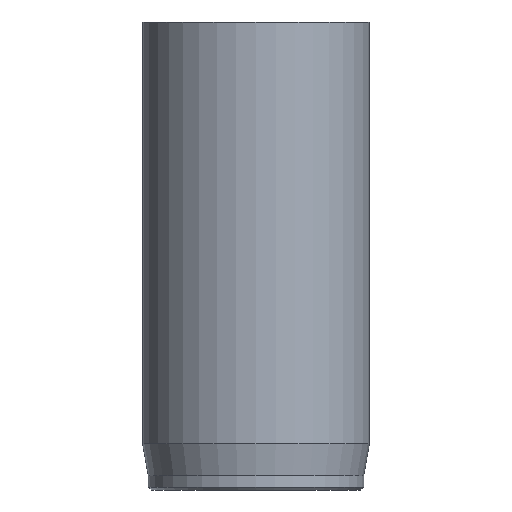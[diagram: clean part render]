
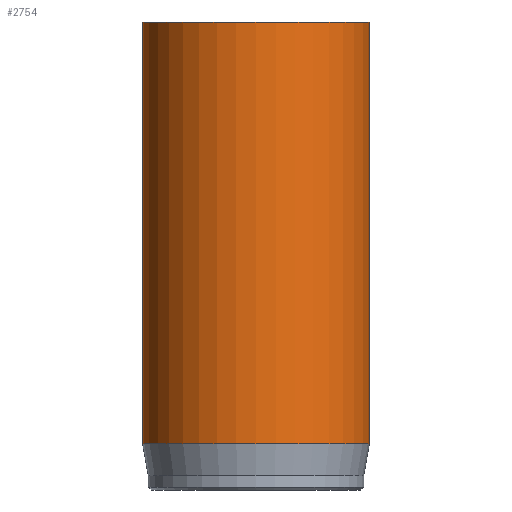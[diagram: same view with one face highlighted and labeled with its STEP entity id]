
A CAD part, front view. The second image highlights one B-rep face of the part: STEP entity #2754.
In plain terms, the highlighted cylindrical face has radius 8 mm (diameter 16 mm), a full revolution.
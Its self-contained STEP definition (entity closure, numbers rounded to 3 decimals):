
#43=CYLINDRICAL_SURFACE('',#2926,8.);
#61=CIRCLE('',#2924,8.);
#62=CIRCLE('',#2925,8.);
#63=CIRCLE('',#2927,8.);
#431=FACE_OUTER_BOUND('',#586,.T.);
#586=EDGE_LOOP('',(#2222,#2223,#2224,#2225,#2226));
#790=LINE('',#4677,#1007);
#1007=VECTOR('',#3240,8.);
#1261=VERTEX_POINT('',#4669);
#1262=VERTEX_POINT('',#4670);
#1263=VERTEX_POINT('',#4675);
#1623=EDGE_CURVE('',#1261,#1262,#61,.T.);
#1624=EDGE_CURVE('',#1262,#1261,#62,.T.);
#1626=EDGE_CURVE('',#1263,#1263,#63,.T.);
#1627=EDGE_CURVE('',#1263,#1261,#790,.T.);
#2222=ORIENTED_EDGE('',*,*,#1626,.T.);
#2223=ORIENTED_EDGE('',*,*,#1627,.T.);
#2224=ORIENTED_EDGE('',*,*,#1623,.T.);
#2225=ORIENTED_EDGE('',*,*,#1624,.T.);
#2226=ORIENTED_EDGE('',*,*,#1627,.F.);
#2754=ADVANCED_FACE('',(#431),#43,.T.);
#2924=AXIS2_PLACEMENT_3D('',#4671,#3231,#3232);
#2925=AXIS2_PLACEMENT_3D('',#4672,#3233,#3234);
#2926=AXIS2_PLACEMENT_3D('',#4674,#3236,#3237);
#2927=AXIS2_PLACEMENT_3D('',#4676,#3238,#3239);
#3231=DIRECTION('center_axis',(0.,0.,1.));
#3232=DIRECTION('ref_axis',(-1.,0.,0.));
#3233=DIRECTION('center_axis',(0.,0.,1.));
#3234=DIRECTION('ref_axis',(-1.,0.,0.));
#3236=DIRECTION('center_axis',(0.,0.,1.));
#3237=DIRECTION('ref_axis',(-1.,0.,0.));
#3238=DIRECTION('center_axis',(0.,0.,-1.));
#3239=DIRECTION('ref_axis',(-1.,0.,0.));
#3240=DIRECTION('',(0.,0.,-1.));
#4669=CARTESIAN_POINT('',(8.,0.,3.269));
#4670=CARTESIAN_POINT('',(-8.,0.,3.269));
#4671=CARTESIAN_POINT('Origin',(0.,0.,3.269));
#4672=CARTESIAN_POINT('Origin',(0.,0.,3.269));
#4674=CARTESIAN_POINT('Origin',(0.,0.,0.));
#4675=CARTESIAN_POINT('',(8.,0.,33.));
#4676=CARTESIAN_POINT('Origin',(0.,0.,33.));
#4677=CARTESIAN_POINT('',(8.,0.,0.));
